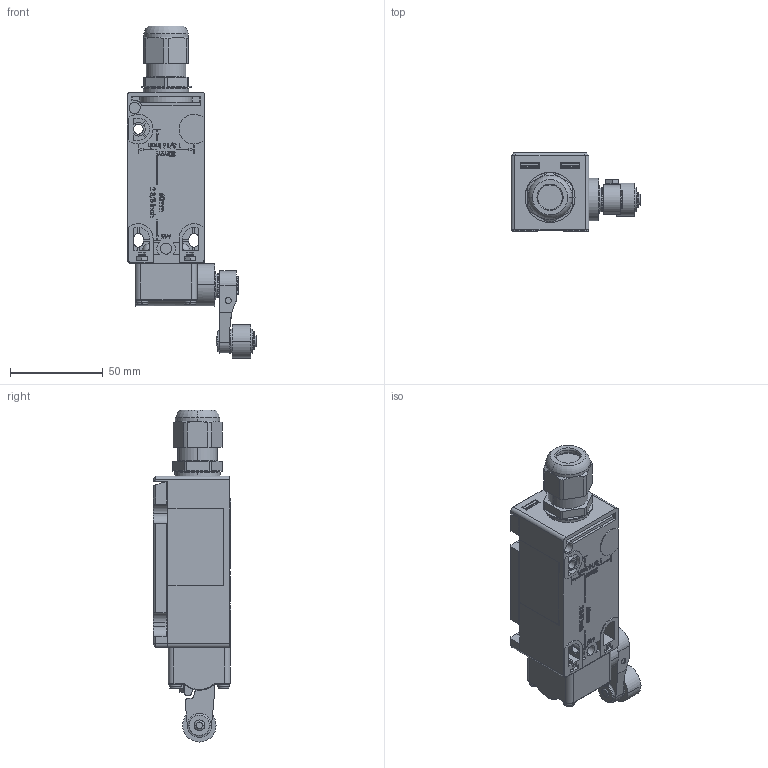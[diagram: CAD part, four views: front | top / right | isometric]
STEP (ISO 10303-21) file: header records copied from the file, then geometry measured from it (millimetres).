
FILE_DESCRIPTION (( 'STEP AP203' ), '1' );
FILE_NAME ('8070_1-_-HR311NR_ap203.STEP', '2011-10-21T12:05:19', ( 'Admin' ), ( 'R. STAHL AG' ), 'SwSTEP 2.0', 'SolidWorks 2011', '' );
FILE_SCHEMA (( 'CONFIG_CONTROL_DESIGN' ));
Length unit declared in the file: millimetre
Products named in the file (17): 8070_1-_-HR311NR_ap203; 371_656_0_mit Schild NR; 371_656_0; 371_654_0_mit Schild NR; 80_700_01_05_0; 275_601_0; 80_709_01_05_0_vereinfacht; 506_534_0; 81_610_77_01_0_Vereinfacht; Staubschutzkappe_M20; Anschlussgewindedichtung_M20; 81_610_77_01_0_Hutmutter_Vereinfacht; 81_610_77_01_0_Dichtung; 81_610_77_01_0_Stutzen_Vereinfacht; 506_831_0; 502_786_0; 80_709_01_04_0_vereinfacht
Assembly tree (19 placements, depth 3):
  8070_1-_-HR311NR_ap203
    80_709_01_04_0_vereinfacht
    506_831_0
    506_534_0  x4
    502_786_0
    371_656_0_mit Schild NR
      371_654_0_mit Schild NR
      371_656_0
    80_700_01_05_0
      275_601_0
      80_709_01_05_0_vereinfacht
    81_610_77_01_0_Vereinfacht
      81_610_77_01_0_Hutmutter_Vereinfacht
      81_610_77_01_0_Dichtung
      81_610_77_01_0_Stutzen_Vereinfacht
      Staubschutzkappe_M20
      Anschlussgewindedichtung_M20
Bounding box: 70 x 42 x 179.19 mm (x, y, z)
Volume: 122665.9 mm3; surface area: 73472.7 mm2
Topology: 32 solids, 32 shells, 1868 faces, 4778 edges, 3073 vertices
Faces by surface type: plane 1045, cylinder 346, bspline 235, cone 168, torus 68, sphere 6
Entity records: 70018 total; most frequent: CARTESIAN_POINT 25759, ORIENTED_EDGE 9186, DIRECTION 8071, EDGE_CURVE 4593, VERTEX_POINT 2971, LINE 2961, VECTOR 2961, AXIS2_PLACEMENT_3D 2555
